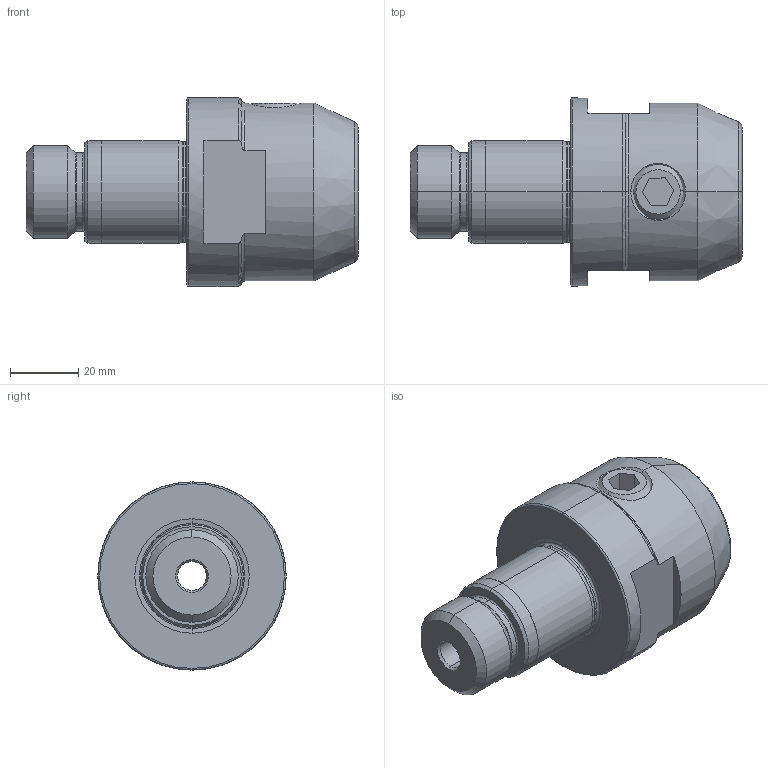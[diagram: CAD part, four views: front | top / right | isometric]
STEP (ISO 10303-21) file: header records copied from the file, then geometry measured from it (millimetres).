
FILE_DESCRIPTION (( 'STEP AP203' ), '1' );
FILE_NAME ('320.550.020C.STEP', '2024-09-02T11:46:06', ( '' ), ( '' ), 'SwSTEP 2.0', 'SolidWorks 2022', '' );
FILE_SCHEMA (( 'CONFIG_CONTROL_DESIGN' ));
Length unit declared in the file: millimetre
Products named in the file (3): W20-ER1.001.016; 320.550.020C; CA5-W20.K01.050_A
Assembly tree (2 placements, depth 2):
  320.550.020C
    CA5-W20.K01.050_A
    W20-ER1.001.016
Bounding box: 97 x 55 x 55 mm (x, y, z)
Volume: 112923.5 mm3; surface area: 22534.1 mm2
Topology: 2 solids, 2 shells, 93 faces, 205 edges, 118 vertices
Faces by surface type: cylinder 24, torus 24, cone 22, plane 21, bspline 2
Entity records: 3306 total; most frequent: CARTESIAN_POINT 920, DIRECTION 488, ORIENTED_EDGE 406, AXIS2_PLACEMENT_3D 205, EDGE_CURVE 203, VERTEX_POINT 118, CIRCLE 109, EDGE_LOOP 101
